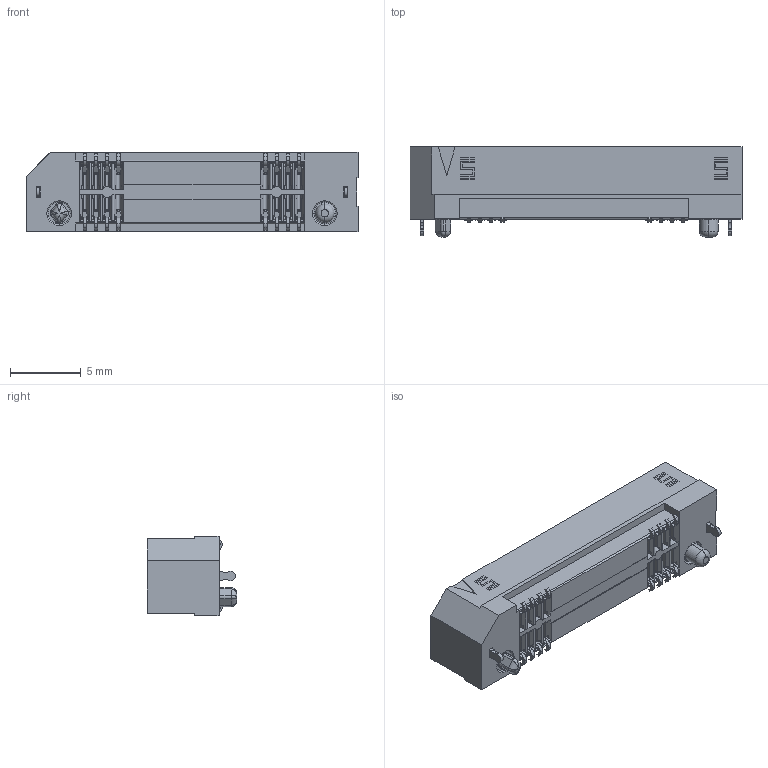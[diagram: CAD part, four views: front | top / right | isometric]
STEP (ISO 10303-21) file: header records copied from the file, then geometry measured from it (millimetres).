
FILE_DESCRIPTION (( 'STEP AP203' ), '1' );
FILE_NAME ('ERF8-020-05.0-X-DV-L.step', '2008-12-18T18:30:14', ( 'samtec' ), ( 'samtec' ), 'SwSTEP 2.0', 'SolidWorks 2008', '' );
FILE_SCHEMA (( 'CONFIG_CONTROL_DESIGN' ));
Length unit declared in the file: millimetre
Products named in the file (4): ERF8-020-05.0-X-DV-L; C3D-ERF8-XXX-XX.X-DV-XXX_-05 25 pos w_latches; C3D-C-211-XX.X-X_-05; C3D-WT-30-XX-X
Assembly tree (19 placements, depth 2):
  ERF8-020-05.0-X-DV-L
    C3D-C-211-XX.X-X_-05  x16
    C3D-ERF8-XXX-XX.X-DV-XXX_-05 25 pos w_latches
    C3D-WT-30-XX-X  x2
Bounding box: 23.5 x 6.37 x 5.6 mm (x, y, z)
Volume: 332 mm3; surface area: 1085.6 mm2
Topology: 19 solids, 19 shells, 2542 faces, 7000 edges, 4412 vertices
Faces by surface type: plane 1648, cylinder 471, bspline 260, torus 163
Entity records: 33504 total; most frequent: CARTESIAN_POINT 6919, ORIENTED_EDGE 5716, DIRECTION 4903, EDGE_CURVE 2858, VECTOR 2411, LINE 2411, VERTEX_POINT 1853, AXIS2_PLACEMENT_3D 1246
